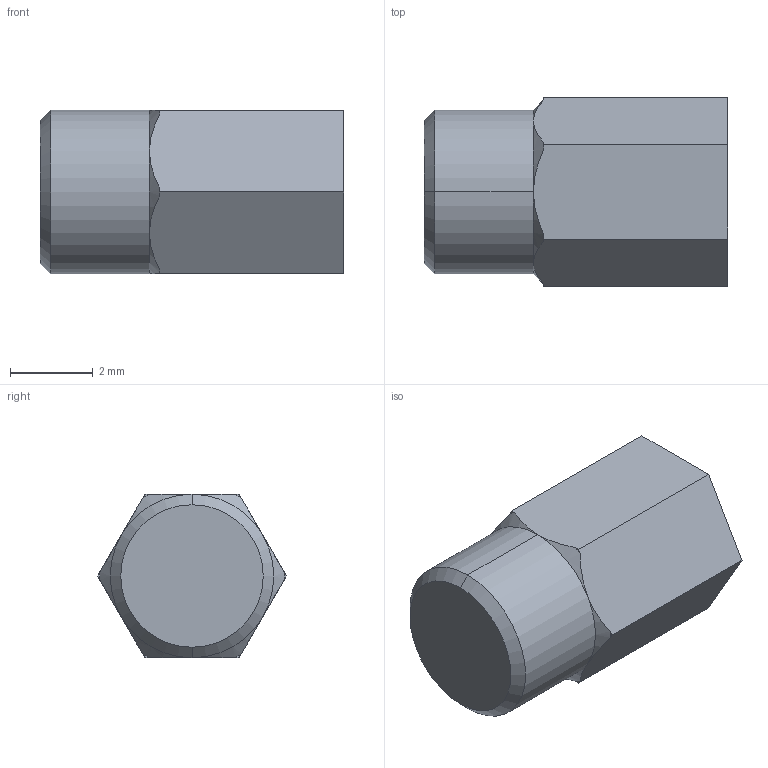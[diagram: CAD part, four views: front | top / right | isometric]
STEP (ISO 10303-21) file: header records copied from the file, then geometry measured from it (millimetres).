
FILE_DESCRIPTION (( 'STEP AP214' ), '1' );
FILE_NAME ('SC2091_3D.STEP', '2022-08-08T20:04:51', ( '' ), ( '' ), 'SwSTEP 2.0', 'SolidWorks 2021', '' );
FILE_SCHEMA (( 'AUTOMOTIVE_DESIGN' ));
Length unit declared in the file: inch
Products named in the file (1): SC2091_3D
Bounding box: 7.37 x 4.58 x 3.96 mm (x, y, z)
Volume: 47.3 mm3; surface area: 227.5 mm2
Topology: 1 solids, 1 shells, 95 faces, 198 edges, 106 vertices
Faces by surface type: cone 44, cylinder 36, plane 15
Entity records: 2532 total; most frequent: DIRECTION 466, CARTESIAN_POINT 460, ORIENTED_EDGE 396, EDGE_CURVE 198, AXIS2_PLACEMENT_3D 184, VERTEX_POINT 106, LINE 98, VECTOR 98
